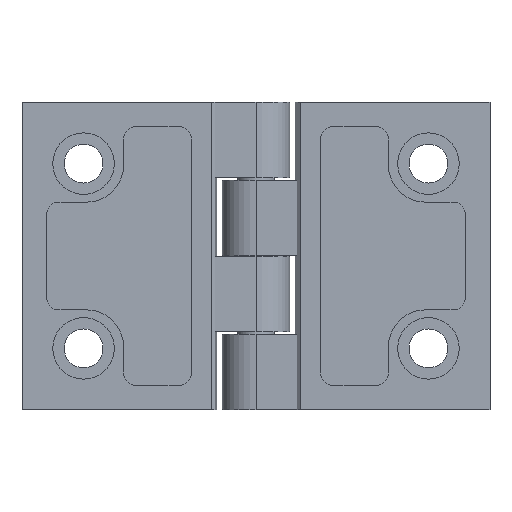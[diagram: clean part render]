
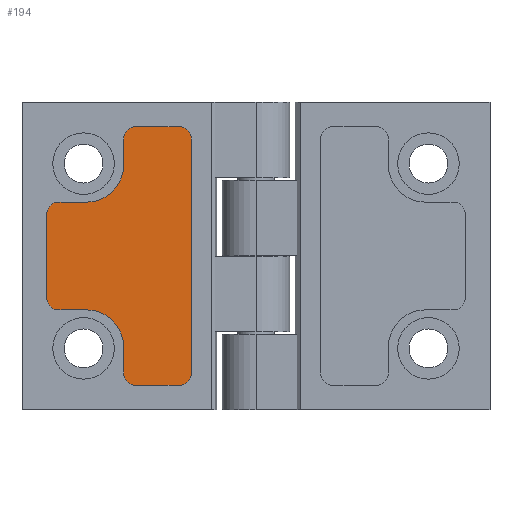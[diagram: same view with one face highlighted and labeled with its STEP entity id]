
A CAD part, front view. The second image highlights one B-rep face of the part: STEP entity #194.
In plain terms, the highlighted planar face has unit normal (0, -1, 0).
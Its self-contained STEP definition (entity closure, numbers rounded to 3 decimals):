
#194=ADVANCED_FACE('',(#444),#445,.T.);
#444=FACE_OUTER_BOUND('',#915,.T.);
#445=PLANE('',#916);
#915=EDGE_LOOP('',(#1492,#1493,#1494,#1495,#1496,#1497,#1498,#1499,#1500,#1501,#1502,#1503,#1504,#1505,#1506,#1507));
#916=AXIS2_PLACEMENT_3D('',#1508,#1509,#1510);
#1492=ORIENTED_EDGE('',*,*,#3172,.T.);
#1493=ORIENTED_EDGE('',*,*,#3152,.T.);
#1494=ORIENTED_EDGE('',*,*,#3173,.T.);
#1495=ORIENTED_EDGE('',*,*,#3149,.T.);
#1496=ORIENTED_EDGE('',*,*,#3174,.T.);
#1497=ORIENTED_EDGE('',*,*,#3155,.T.);
#1498=ORIENTED_EDGE('',*,*,#3175,.T.);
#1499=ORIENTED_EDGE('',*,*,#3167,.T.);
#1500=ORIENTED_EDGE('',*,*,#3176,.T.);
#1501=ORIENTED_EDGE('',*,*,#3164,.T.);
#1502=ORIENTED_EDGE('',*,*,#3177,.T.);
#1503=ORIENTED_EDGE('',*,*,#3161,.T.);
#1504=ORIENTED_EDGE('',*,*,#3178,.T.);
#1505=ORIENTED_EDGE('',*,*,#3146,.T.);
#1506=ORIENTED_EDGE('',*,*,#3179,.T.);
#1507=ORIENTED_EDGE('',*,*,#3158,.T.);
#1508=CARTESIAN_POINT('',(-10.5,-3.0,-46.0));
#1509=DIRECTION('',(0.0,-1.0,0.0));
#1510=DIRECTION('',(1.0,0.0,0.0));
#3146=EDGE_CURVE('',#3753,#3751,#3754,.F.);
#3149=EDGE_CURVE('',#3758,#3756,#3759,.F.);
#3152=EDGE_CURVE('',#3763,#3761,#3764,.T.);
#3155=EDGE_CURVE('',#3768,#3766,#3769,.T.);
#3158=EDGE_CURVE('',#3773,#3771,#3774,.T.);
#3161=EDGE_CURVE('',#3778,#3776,#3779,.T.);
#3164=EDGE_CURVE('',#3783,#3781,#3784,.T.);
#3167=EDGE_CURVE('',#3788,#3786,#3789,.T.);
#3172=EDGE_CURVE('',#3771,#3763,#3797,.T.);
#3173=EDGE_CURVE('',#3761,#3758,#3798,.T.);
#3174=EDGE_CURVE('',#3756,#3768,#3799,.T.);
#3175=EDGE_CURVE('',#3766,#3788,#3800,.T.);
#3176=EDGE_CURVE('',#3786,#3783,#3801,.T.);
#3177=EDGE_CURVE('',#3781,#3778,#3802,.T.);
#3178=EDGE_CURVE('',#3776,#3753,#3803,.T.);
#3179=EDGE_CURVE('',#3751,#3773,#3804,.T.);
#3751=VERTEX_POINT('',#4717);
#3753=VERTEX_POINT('',#4720);
#3754=CIRCLE('',#4721,6.0);
#3756=VERTEX_POINT('',#4724);
#3758=VERTEX_POINT('',#4727);
#3759=CIRCLE('',#4728,6.0);
#3761=VERTEX_POINT('',#4731);
#3763=VERTEX_POINT('',#4734);
#3764=CIRCLE('',#4735,2.0);
#3766=VERTEX_POINT('',#4738);
#3768=VERTEX_POINT('',#4741);
#3769=CIRCLE('',#4742,2.0);
#3771=VERTEX_POINT('',#4745);
#3773=VERTEX_POINT('',#4748);
#3774=CIRCLE('',#4749,2.0);
#3776=VERTEX_POINT('',#4752);
#3778=VERTEX_POINT('',#4755);
#3779=CIRCLE('',#4756,2.0);
#3781=VERTEX_POINT('',#4759);
#3783=VERTEX_POINT('',#4762);
#3784=CIRCLE('',#4763,2.0);
#3786=VERTEX_POINT('',#4766);
#3788=VERTEX_POINT('',#4769);
#3789=CIRCLE('',#4770,2.0);
#3797=LINE('',#4779,#4780);
#3798=LINE('',#4781,#4782);
#3799=LINE('',#4783,#4784);
#3800=LINE('',#4785,#4786);
#3801=LINE('',#4787,#4788);
#3802=LINE('',#4789,#4790);
#3803=LINE('',#4791,#4792);
#3804=LINE('',#4793,#4794);
#4717=CARTESIAN_POINT('',(-27.5,-3.0,-16.25));
#4720=CARTESIAN_POINT('',(-21.5,-3.0,-10.25));
#4721=AXIS2_PLACEMENT_3D('',#6019,#6020,#6021);
#4724=CARTESIAN_POINT('',(-21.5,-3.0,-39.75));
#4727=CARTESIAN_POINT('',(-27.5,-3.0,-33.75));
#4728=AXIS2_PLACEMENT_3D('',#6024,#6025,#6026);
#4731=CARTESIAN_POINT('',(-32.0,-3.0,-33.75));
#4734=CARTESIAN_POINT('',(-34.0,-3.0,-31.75));
#4735=AXIS2_PLACEMENT_3D('',#6029,#6030,#6031);
#4738=CARTESIAN_POINT('',(-19.5,-3.0,-46.0));
#4741=CARTESIAN_POINT('',(-21.5,-3.0,-44.0));
#4742=AXIS2_PLACEMENT_3D('',#6034,#6035,#6036);
#4745=CARTESIAN_POINT('',(-34.0,-3.0,-18.25));
#4748=CARTESIAN_POINT('',(-32.0,-3.0,-16.25));
#4749=AXIS2_PLACEMENT_3D('',#6039,#6040,#6041);
#4752=CARTESIAN_POINT('',(-21.5,-3.0,-6.0));
#4755=CARTESIAN_POINT('',(-19.5,-3.0,-4.0));
#4756=AXIS2_PLACEMENT_3D('',#6044,#6045,#6046);
#4759=CARTESIAN_POINT('',(-12.5,-3.0,-4.0));
#4762=CARTESIAN_POINT('',(-10.5,-3.0,-6.0));
#4763=AXIS2_PLACEMENT_3D('',#6049,#6050,#6051);
#4766=CARTESIAN_POINT('',(-10.5,-3.0,-44.0));
#4769=CARTESIAN_POINT('',(-12.5,-3.0,-46.0));
#4770=AXIS2_PLACEMENT_3D('',#6054,#6055,#6056);
#4779=CARTESIAN_POINT('',(-34.0,-3.0,-16.25));
#4780=VECTOR('',#6067,1.0);
#4781=CARTESIAN_POINT('',(-34.0,-3.0,-33.75));
#4782=VECTOR('',#6068,1.0);
#4783=CARTESIAN_POINT('',(-21.5,-3.0,-33.75));
#4784=VECTOR('',#6069,1.0);
#4785=CARTESIAN_POINT('',(-21.5,-3.0,-46.0));
#4786=VECTOR('',#6070,1.0);
#4787=CARTESIAN_POINT('',(-10.5,-3.0,-46.0));
#4788=VECTOR('',#6071,1.0);
#4789=CARTESIAN_POINT('',(-10.5,-3.0,-4.0));
#4790=VECTOR('',#6072,1.0);
#4791=CARTESIAN_POINT('',(-21.5,-3.0,-4.0));
#4792=VECTOR('',#6073,1.0);
#4793=CARTESIAN_POINT('',(-21.5,-3.0,-16.25));
#4794=VECTOR('',#6074,1.0);
#6019=CARTESIAN_POINT('',(-27.5,-3.0,-10.25));
#6020=DIRECTION('',(0.0,-1.0,0.0));
#6021=DIRECTION('',(0.0,0.0,-1.0));
#6024=CARTESIAN_POINT('',(-27.5,-3.0,-39.75));
#6025=DIRECTION('',(0.0,-1.0,0.0));
#6026=DIRECTION('',(0.0,0.0,-1.0));
#6029=CARTESIAN_POINT('',(-32.0,-3.0,-31.75));
#6030=DIRECTION('',(0.0,-1.0,0.0));
#6031=DIRECTION('',(0.0,0.0,-1.0));
#6034=CARTESIAN_POINT('',(-19.5,-3.0,-44.0));
#6035=DIRECTION('',(0.0,-1.0,0.0));
#6036=DIRECTION('',(0.0,0.0,-1.0));
#6039=CARTESIAN_POINT('',(-32.0,-3.0,-18.25));
#6040=DIRECTION('',(0.0,-1.0,0.0));
#6041=DIRECTION('',(0.0,0.0,-1.0));
#6044=CARTESIAN_POINT('',(-19.5,-3.0,-6.0));
#6045=DIRECTION('',(0.0,-1.0,0.0));
#6046=DIRECTION('',(0.0,0.0,-1.0));
#6049=CARTESIAN_POINT('',(-12.5,-3.0,-6.0));
#6050=DIRECTION('',(0.0,-1.0,0.0));
#6051=DIRECTION('',(0.0,0.0,-1.0));
#6054=CARTESIAN_POINT('',(-12.5,-3.0,-44.0));
#6055=DIRECTION('',(0.0,-1.0,0.0));
#6056=DIRECTION('',(0.0,0.0,-1.0));
#6067=DIRECTION('',(0.0,0.0,-1.0));
#6068=DIRECTION('',(1.0,0.0,0.0));
#6069=DIRECTION('',(0.0,0.0,-1.0));
#6070=DIRECTION('',(1.0,0.0,0.0));
#6071=DIRECTION('',(0.0,0.0,1.0));
#6072=DIRECTION('',(-1.0,0.0,0.0));
#6073=DIRECTION('',(0.0,0.0,-1.0));
#6074=DIRECTION('',(-1.0,0.0,0.0));
